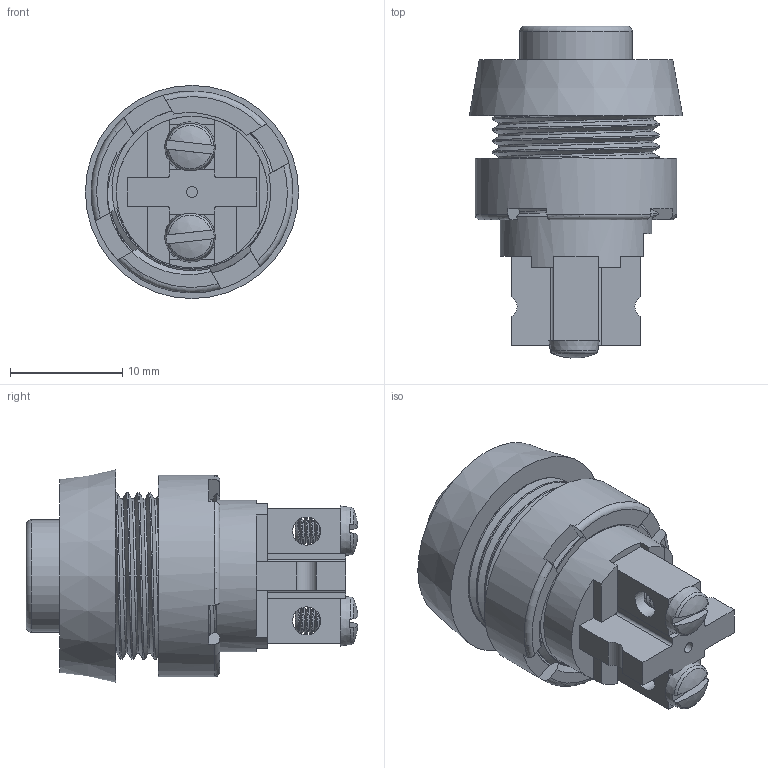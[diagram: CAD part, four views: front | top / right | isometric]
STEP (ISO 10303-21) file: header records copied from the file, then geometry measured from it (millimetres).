
FILE_DESCRIPTION(/* description */ (''),/* implementation_level */ '2;1');
FILE_NAME(/* name */ 'Drukkknop rood v8.step',/* time_stamp */ '2022-12-11T10:28:25+01:00',/* author */ (''),/* organization */ (''),/* preprocessor_version */ 'ST-DEVELOPER v19.2',/* originating_system */ 'Autodesk Translation Framework v11.17.0.187',/* authorisation */ '');
FILE_SCHEMA (('AUTOMOTIVE_DESIGN { 1 0 10303 214 3 1 1 }'));
Length unit declared in the file: millimetre
Products named in the file (4): Drukkknop rood; 91800A606_18-8 Stainless Steel Narrow Cheese Head Slotted Screws; 91800A606_18-8 Stainless Steel Narrow Cheese Head Slotted Screws(Mirr
or); borgringmoer
Assembly tree (3 placements, depth 2):
  Drukkknop rood
    91800A606_18-8 Stainless Steel Narrow Cheese Head Slotted Screws
    91800A606_18-8 Stainless Steel Narrow Cheese Head Slotted Screws(Mirr
or)
    borgringmoer
Bounding box: 19 x 29.57 x 19 mm (x, y, z)
Volume: 4482.7 mm3; surface area: 3945.7 mm2
Topology: 10 solids, 10 shells, 250 faces, 691 edges, 460 vertices
Faces by surface type: cylinder 119, plane 85, bspline 28, torus 9, cone 5, sphere 4
Full cylindrical faces by diameter (mm): 1 x1, 1.947 x16, 2.075 x4, 2.5 x16, 2.58 x4, 10 x1, 13.5 x1, 13.741 x8, 14.035 x3, 14.884 x8, 15.152 x4, 18 x1
Entity records: 17413 total; most frequent: CARTESIAN_POINT 11503, ORIENTED_EDGE 1382, DIRECTION 924, EDGE_CURVE 691, VERTEX_POINT 460, AXIS2_PLACEMENT_3D 332, B_SPLINE_CURVE_WITH_KNOTS 328, LINE 260
